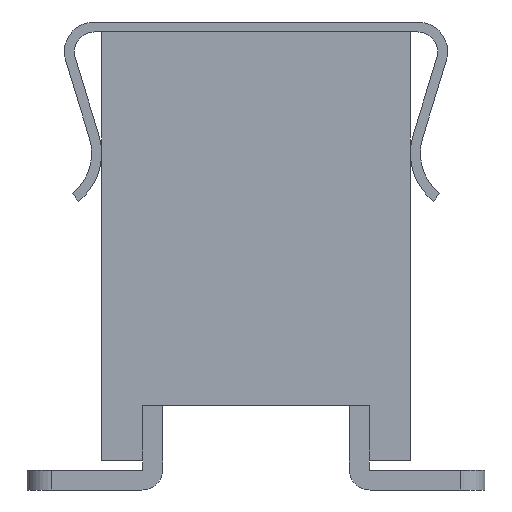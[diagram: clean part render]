
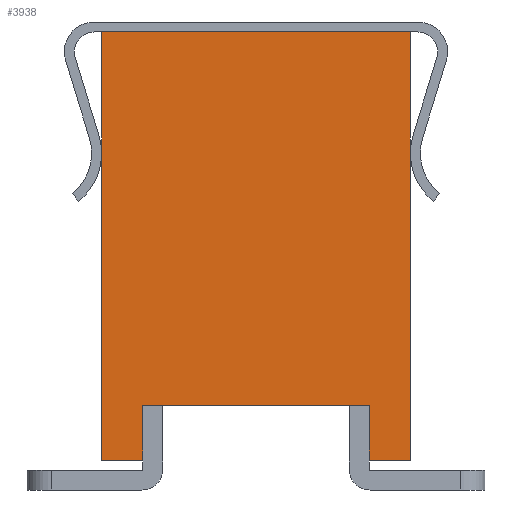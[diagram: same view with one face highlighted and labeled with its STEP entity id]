
A CAD part, left-side view. The second image highlights one B-rep face of the part: STEP entity #3938.
In plain terms, the highlighted planar face has unit normal (-1, 0, 0).
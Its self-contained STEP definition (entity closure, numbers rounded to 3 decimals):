
#433=ORIENTED_EDGE('',*,*,#1446,.T.);
#434=ORIENTED_EDGE('',*,*,#1581,.T.);
#435=ORIENTED_EDGE('',*,*,#1582,.F.);
#436=ORIENTED_EDGE('',*,*,#1583,.T.);
#437=ORIENTED_EDGE('',*,*,#1378,.T.);
#438=ORIENTED_EDGE('',*,*,#1584,.F.);
#439=ORIENTED_EDGE('',*,*,#1585,.F.);
#440=ORIENTED_EDGE('',*,*,#1586,.T.);
#1378=EDGE_CURVE('',#1953,#1951,#2330,.T.);
#1446=EDGE_CURVE('',#2021,#2020,#2398,.T.);
#1581=EDGE_CURVE('',#2020,#2155,#2533,.T.);
#1582=EDGE_CURVE('',#2156,#2155,#2534,.T.);
#1583=EDGE_CURVE('',#2156,#1953,#2535,.T.);
#1584=EDGE_CURVE('',#2157,#1951,#2536,.T.);
#1585=EDGE_CURVE('',#2158,#2157,#2537,.T.);
#1586=EDGE_CURVE('',#2158,#2021,#2538,.T.);
#1951=VERTEX_POINT('',#5574);
#1953=VERTEX_POINT('',#5577);
#2020=VERTEX_POINT('',#5713);
#2021=VERTEX_POINT('',#5715);
#2155=VERTEX_POINT('',#5998);
#2156=VERTEX_POINT('',#6000);
#2157=VERTEX_POINT('',#6003);
#2158=VERTEX_POINT('',#6005);
#2330=LINE('',#5576,#2828);
#2398=LINE('',#5714,#2896);
#2533=LINE('',#5997,#3031);
#2534=LINE('',#5999,#3032);
#2535=LINE('',#6001,#3033);
#2536=LINE('',#6002,#3034);
#2537=LINE('',#6004,#3035);
#2538=LINE('',#6006,#3036);
#2828=VECTOR('',#4480,1000.);
#2896=VECTOR('',#4552,1000.);
#3031=VECTOR('',#4715,1000.);
#3032=VECTOR('',#4716,1000.);
#3033=VECTOR('',#4717,1000.);
#3034=VECTOR('',#4718,1000.);
#3035=VECTOR('',#4719,1000.);
#3036=VECTOR('',#4720,1000.);
#3341=EDGE_LOOP('',(#433,#434,#435,#436,#437,#438,#439,#440));
#3571=FACE_BOUND('',#3341,.T.);
#3773=PLANE('',#4179);
#3938=ADVANCED_FACE('',(#3571),#3773,.T.);
#4179=AXIS2_PLACEMENT_3D('',#5996,#4713,#4714);
#4480=DIRECTION('',(0.,1.,0.));
#4552=DIRECTION('',(0.,-1.,0.));
#4713=DIRECTION('',(-1.,0.,0.));
#4714=DIRECTION('',(0.,0.,1.));
#4715=DIRECTION('',(0.,0.,-1.));
#4716=DIRECTION('',(0.,1.,0.));
#4717=DIRECTION('',(0.,0.,1.));
#4718=DIRECTION('',(0.,0.,1.));
#4719=DIRECTION('',(0.,1.,0.));
#4720=DIRECTION('',(0.,0.,1.));
#5574=CARTESIAN_POINT('',(-4.645,1.55,2.15));
#5576=CARTESIAN_POINT('',(-4.645,-1.55,2.15));
#5577=CARTESIAN_POINT('',(-4.645,-1.55,2.15));
#5713=CARTESIAN_POINT('',(-4.645,-1.135,-1.6));
#5714=CARTESIAN_POINT('',(-4.645,-1.55,-1.6));
#5715=CARTESIAN_POINT('',(-4.645,1.135,-1.6));
#5996=CARTESIAN_POINT('',(-4.645,-1.55,-2.15));
#5997=CARTESIAN_POINT('',(-4.645,-1.135,-2.15));
#5998=CARTESIAN_POINT('',(-4.645,-1.135,-2.15));
#5999=CARTESIAN_POINT('',(-4.645,-1.55,-2.15));
#6000=CARTESIAN_POINT('',(-4.645,-1.55,-2.15));
#6001=CARTESIAN_POINT('',(-4.645,-1.55,-2.15));
#6002=CARTESIAN_POINT('',(-4.645,1.55,-2.15));
#6003=CARTESIAN_POINT('',(-4.645,1.55,-2.15));
#6004=CARTESIAN_POINT('',(-4.645,-1.55,-2.15));
#6005=CARTESIAN_POINT('',(-4.645,1.135,-2.15));
#6006=CARTESIAN_POINT('',(-4.645,1.135,-2.15));
